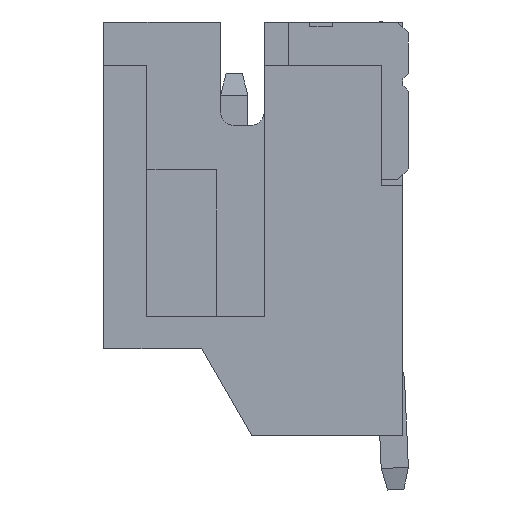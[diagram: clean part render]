
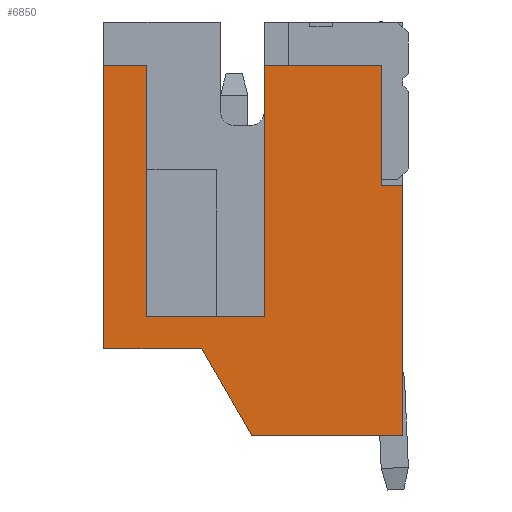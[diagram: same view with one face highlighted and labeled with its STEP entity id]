
A CAD part, left-side view. The second image highlights one B-rep face of the part: STEP entity #6850.
In plain terms, the highlighted planar face has unit normal (-1, 0, 0).
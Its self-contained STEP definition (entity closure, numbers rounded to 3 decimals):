
#47 = VECTOR ( 'NONE', #721, 1000. ) ;
#260 = ORIENTED_EDGE ( 'NONE', *, *, #8457, .F. ) ;
#347 = ORIENTED_EDGE ( 'NONE', *, *, #7099, .F. ) ;
#349 = VECTOR ( 'NONE', #8425, 1000. ) ;
#399 = DIRECTION ( 'NONE',  ( 1., 0., 0. ) ) ;
#439 = EDGE_CURVE ( 'NONE', #7246, #3857, #6430, .T. ) ;
#513 = CARTESIAN_POINT ( 'NONE',  ( -3.95, 5.5, -7.6 ) ) ;
#570 = LINE ( 'NONE', #3567, #8406 ) ;
#603 = DIRECTION ( 'NONE',  ( 0., 1., 0. ) ) ;
#681 = CARTESIAN_POINT ( 'NONE',  ( -3.95, 4.705, -0.8 ) ) ;
#721 = DIRECTION ( 'NONE',  ( 0., 0., -1. ) ) ;
#882 = LINE ( 'NONE', #8299, #2880 ) ;
#983 = LINE ( 'NONE', #5603, #4609 ) ;
#1039 = PLANE ( 'NONE',  #2853 ) ;
#1270 = EDGE_CURVE ( 'NONE', #7246, #6667, #3594, .T. ) ;
#1332 = EDGE_CURVE ( 'NONE', #7147, #1789, #882, .T. ) ;
#1445 = EDGE_CURVE ( 'NONE', #4709, #6244, #983, .T. ) ;
#1582 = DIRECTION ( 'NONE',  ( 0., 0., -1. ) ) ;
#1742 = CARTESIAN_POINT ( 'NONE',  ( -3.95, 5.5, -0.8 ) ) ;
#1782 = ORIENTED_EDGE ( 'NONE', *, *, #439, .F. ) ;
#1789 = VERTEX_POINT ( 'NONE', #9677 ) ;
#1828 = ORIENTED_EDGE ( 'NONE', *, *, #4566, .F. ) ;
#1874 = VECTOR ( 'NONE', #4156, 1000. ) ;
#1928 = DIRECTION ( 'NONE',  ( 0., -1., 0. ) ) ;
#1969 = CARTESIAN_POINT ( 'NONE',  ( -3.95, 5.5, 0. ) ) ;
#2115 = EDGE_CURVE ( 'NONE', #3857, #2895, #9071, .T. ) ;
#2141 = CARTESIAN_POINT ( 'NONE',  ( -3.95, 0.4, -3. ) ) ;
#2483 = CARTESIAN_POINT ( 'NONE',  ( -3.95, 4.705, -0.8 ) ) ;
#2548 = DIRECTION ( 'NONE',  ( 0., 0., -1. ) ) ;
#2568 = CARTESIAN_POINT ( 'NONE',  ( -3.95, 5.5, -0.8 ) ) ;
#2618 = CARTESIAN_POINT ( 'NONE',  ( -3.95, 0., -7.6 ) ) ;
#2637 = VERTEX_POINT ( 'NONE', #9592 ) ;
#2687 = DIRECTION ( 'NONE',  ( 0., 0.5, 0.866 ) ) ;
#2853 = AXIS2_PLACEMENT_3D ( 'NONE', #5560, #399, #6985 ) ;
#2880 = VECTOR ( 'NONE', #6874, 1000. ) ;
#2895 = VERTEX_POINT ( 'NONE', #681 ) ;
#3326 = ORIENTED_EDGE ( 'NONE', *, *, #1332, .T. ) ;
#3507 = CARTESIAN_POINT ( 'NONE',  ( -3.95, 3.7, -6. ) ) ;
#3525 = VECTOR ( 'NONE', #4964, 1000. ) ;
#3567 = CARTESIAN_POINT ( 'NONE',  ( -3.95, 0., -7.6 ) ) ;
#3594 = LINE ( 'NONE', #5805, #6397 ) ;
#3713 = LINE ( 'NONE', #6795, #349 ) ;
#3857 = VERTEX_POINT ( 'NONE', #9380 ) ;
#4007 = CARTESIAN_POINT ( 'NONE',  ( -3.95, 5.5, -6. ) ) ;
#4011 = LINE ( 'NONE', #2568, #1874 ) ;
#4156 = DIRECTION ( 'NONE',  ( 0., -1., 0. ) ) ;
#4463 = VECTOR ( 'NONE', #603, 1000. ) ;
#4566 = EDGE_CURVE ( 'NONE', #8703, #6667, #4907, .T. ) ;
#4609 = VECTOR ( 'NONE', #2548, 1000. ) ;
#4709 = VERTEX_POINT ( 'NONE', #8138 ) ;
#4744 = LINE ( 'NONE', #2483, #5661 ) ;
#4907 = LINE ( 'NONE', #7804, #7384 ) ;
#4964 = DIRECTION ( 'NONE',  ( 0., 0., 1. ) ) ;
#5169 = EDGE_CURVE ( 'NONE', #2637, #8364, #570, .T. ) ;
#5221 = CARTESIAN_POINT ( 'NONE',  ( -3.95, 2.55, -5.415 ) ) ;
#5476 = DIRECTION ( 'NONE',  ( 0., -1., 0. ) ) ;
#5560 = CARTESIAN_POINT ( 'NONE',  ( -3.95, 5.5, 0. ) ) ;
#5603 = CARTESIAN_POINT ( 'NONE',  ( -3.95, 0.4, 0. ) ) ;
#5633 = ORIENTED_EDGE ( 'NONE', *, *, #7790, .T. ) ;
#5661 = VECTOR ( 'NONE', #6021, 1000. ) ;
#5705 = CARTESIAN_POINT ( 'NONE',  ( -3.95, 2.55, 0. ) ) ;
#5805 = CARTESIAN_POINT ( 'NONE',  ( -3.95, 3.7, -6. ) ) ;
#6021 = DIRECTION ( 'NONE',  ( 0., 0., 1. ) ) ;
#6241 = FACE_OUTER_BOUND ( 'NONE', #9377, .T. ) ;
#6244 = VERTEX_POINT ( 'NONE', #2141 ) ;
#6379 = ORIENTED_EDGE ( 'NONE', *, *, #9708, .F. ) ;
#6397 = VECTOR ( 'NONE', #1928, 1000. ) ;
#6430 = LINE ( 'NONE', #1969, #3525 ) ;
#6667 = VERTEX_POINT ( 'NONE', #3507 ) ;
#6795 = CARTESIAN_POINT ( 'NONE',  ( -3.95, 5.5, -3. ) ) ;
#6850 = ADVANCED_FACE ( 'NONE', ( #6241 ), #1039, .F. ) ;
#6874 = DIRECTION ( 'NONE',  ( 0., 1., 0. ) ) ;
#6984 = CARTESIAN_POINT ( 'NONE',  ( -3.95, 2.55, -0.8 ) ) ;
#6985 = DIRECTION ( 'NONE',  ( 0., 0., -1. ) ) ;
#7099 = EDGE_CURVE ( 'NONE', #6244, #2637, #3713, .T. ) ;
#7120 = ORIENTED_EDGE ( 'NONE', *, *, #5169, .F. ) ;
#7147 = VERTEX_POINT ( 'NONE', #5221 ) ;
#7198 = ORIENTED_EDGE ( 'NONE', *, *, #1445, .F. ) ;
#7245 = LINE ( 'NONE', #513, #4463 ) ;
#7246 = VERTEX_POINT ( 'NONE', #4007 ) ;
#7384 = VECTOR ( 'NONE', #2687, 1000. ) ;
#7448 = LINE ( 'NONE', #5705, #47 ) ;
#7638 = VERTEX_POINT ( 'NONE', #6984 ) ;
#7790 = EDGE_CURVE ( 'NONE', #7638, #7147, #7448, .T. ) ;
#7804 = CARTESIAN_POINT ( 'NONE',  ( -3.95, 2.776, -7.6 ) ) ;
#7886 = EDGE_CURVE ( 'NONE', #1789, #2895, #4744, .T. ) ;
#8138 = CARTESIAN_POINT ( 'NONE',  ( -3.95, 0.4, -0.8 ) ) ;
#8180 = VECTOR ( 'NONE', #5476, 1000. ) ;
#8299 = CARTESIAN_POINT ( 'NONE',  ( -3.95, 4.705, -5.415 ) ) ;
#8364 = VERTEX_POINT ( 'NONE', #2618 ) ;
#8406 = VECTOR ( 'NONE', #1582, 1000. ) ;
#8425 = DIRECTION ( 'NONE',  ( 0., -1., 0. ) ) ;
#8457 = EDGE_CURVE ( 'NONE', #7638, #4709, #4011, .T. ) ;
#8487 = ORIENTED_EDGE ( 'NONE', *, *, #7886, .T. ) ;
#8581 = ORIENTED_EDGE ( 'NONE', *, *, #2115, .F. ) ;
#8703 = VERTEX_POINT ( 'NONE', #9257 ) ;
#9071 = LINE ( 'NONE', #1742, #8180 ) ;
#9257 = CARTESIAN_POINT ( 'NONE',  ( -3.95, 2.776, -7.6 ) ) ;
#9332 = ORIENTED_EDGE ( 'NONE', *, *, #1270, .T. ) ;
#9377 = EDGE_LOOP ( 'NONE', ( #5633, #3326, #8487, #8581, #1782, #9332, #1828, #6379, #7120, #347, #7198, #260 ) ) ;
#9380 = CARTESIAN_POINT ( 'NONE',  ( -3.95, 5.5, -0.8 ) ) ;
#9592 = CARTESIAN_POINT ( 'NONE',  ( -3.95, 0., -3. ) ) ;
#9677 = CARTESIAN_POINT ( 'NONE',  ( -3.95, 4.705, -5.415 ) ) ;
#9708 = EDGE_CURVE ( 'NONE', #8364, #8703, #7245, .T. ) ;
